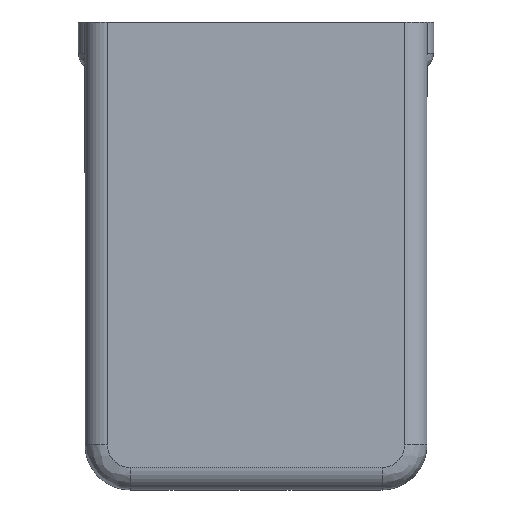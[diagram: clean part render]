
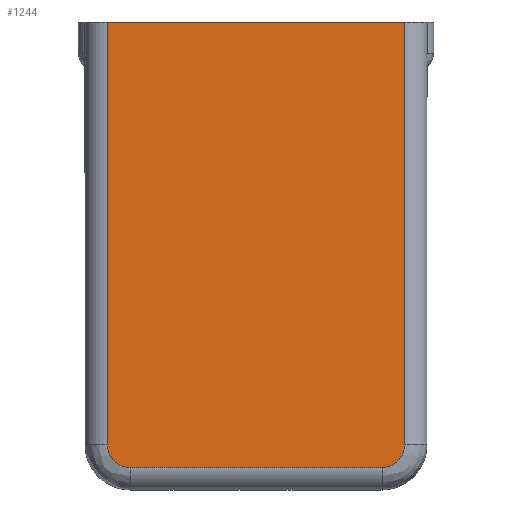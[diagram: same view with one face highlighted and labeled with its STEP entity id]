
A CAD part, front view. The second image highlights one B-rep face of the part: STEP entity #1244.
In plain terms, the highlighted planar face has unit normal (0, -1, 0).
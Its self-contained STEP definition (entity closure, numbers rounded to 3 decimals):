
#490=CARTESIAN_POINT('',(16.5,-10.3,23.5));
#491=VERTEX_POINT('',#490);
#492=CARTESIAN_POINT('',(-16.5,-10.3,23.5));
#493=VERTEX_POINT('',#492);
#494=CARTESIAN_POINT('',(16.5,-10.3,23.5));
#495=DIRECTION('',(-1.0,0.0,0.0));
#496=VECTOR('',#495,33.0);
#497=LINE('',#494,#496);
#498=EDGE_CURVE('',#491,#493,#497,.T.);
#1196=CARTESIAN_POINT('',(19.0,-10.3,0.0));
#1197=DIRECTION('',(0.0,-1.0,0.0));
#1198=DIRECTION('',(0.0,0.0,-1.0));
#1199=AXIS2_PLACEMENT_3D('',#1196,#1197,#1198);
#1200=PLANE('',#1199);
#1201=ORIENTED_EDGE('',*,*,#498,.T.);
#1202=CARTESIAN_POINT('',(-16.5,-10.3,-23.5));
#1203=VERTEX_POINT('',#1202);
#1204=CARTESIAN_POINT('',(-16.5,-10.3,-23.5));
#1205=DIRECTION('',(0.0,0.0,1.0));
#1206=VECTOR('',#1205,47.0);
#1207=LINE('',#1204,#1206);
#1208=EDGE_CURVE('',#1203,#493,#1207,.T.);
#1209=ORIENTED_EDGE('',*,*,#1208,.F.);
#1210=CARTESIAN_POINT('',(-14.,-10.3,-26.0));
#1211=VERTEX_POINT('',#1210);
#1212=CARTESIAN_POINT('',(-14.,-10.3,-23.5));
#1213=DIRECTION('',(0.0,1.,0.0));
#1214=DIRECTION('',(-0.707,0.0,-0.707));
#1215=AXIS2_PLACEMENT_3D('',#1212,#1213,#1214);
#1216=CIRCLE('',#1215,2.5);
#1217=EDGE_CURVE('',#1211,#1203,#1216,.T.);
#1218=ORIENTED_EDGE('',*,*,#1217,.F.);
#1219=CARTESIAN_POINT('',(14.,-10.3,-26.0));
#1220=VERTEX_POINT('',#1219);
#1221=CARTESIAN_POINT('',(14.0,-10.3,-26.0));
#1222=DIRECTION('',(-1.0,0.0,0.0));
#1223=VECTOR('',#1222,28.0);
#1224=LINE('',#1221,#1223);
#1225=EDGE_CURVE('',#1220,#1211,#1224,.T.);
#1226=ORIENTED_EDGE('',*,*,#1225,.F.);
#1227=CARTESIAN_POINT('',(16.5,-10.3,-23.5));
#1228=VERTEX_POINT('',#1227);
#1229=CARTESIAN_POINT('',(14.,-10.3,-23.5));
#1230=DIRECTION('',(0.0,1.,0.0));
#1231=DIRECTION('',(0.707,0.0,-0.707));
#1232=AXIS2_PLACEMENT_3D('',#1229,#1230,#1231);
#1233=CIRCLE('',#1232,2.5);
#1234=EDGE_CURVE('',#1228,#1220,#1233,.T.);
#1235=ORIENTED_EDGE('',*,*,#1234,.F.);
#1236=CARTESIAN_POINT('',(16.5,-10.3,23.5));
#1237=DIRECTION('',(0.0,0.0,-1.0));
#1238=VECTOR('',#1237,47.0);
#1239=LINE('',#1236,#1238);
#1240=EDGE_CURVE('',#491,#1228,#1239,.T.);
#1241=ORIENTED_EDGE('',*,*,#1240,.F.);
#1242=EDGE_LOOP('',(#1201,#1209,#1218,#1226,#1235,#1241));
#1243=FACE_OUTER_BOUND('',#1242,.T.);
#1244=ADVANCED_FACE('',(#1243),#1200,.T.);
